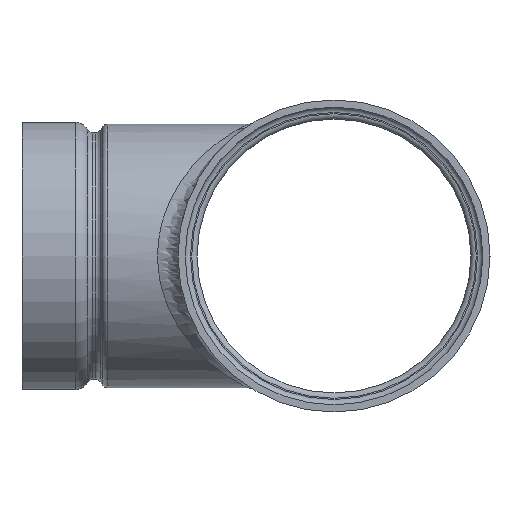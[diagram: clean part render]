
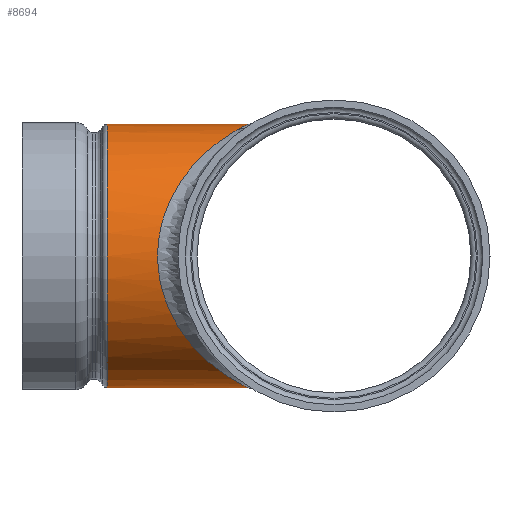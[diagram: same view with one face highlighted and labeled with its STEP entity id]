
A CAD part, left-side view. The second image highlights one B-rep face of the part: STEP entity #8694.
In plain terms, the highlighted cylindrical face has radius 37.541 mm (diameter 75.082 mm), a full revolution.
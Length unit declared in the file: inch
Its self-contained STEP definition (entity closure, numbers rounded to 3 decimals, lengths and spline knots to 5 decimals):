
#744 = CARTESIAN_POINT ( 'NONE',  ( 1.38227, 1.88013, 0.58636 ) ) ;
#856 = CARTESIAN_POINT ( 'NONE',  ( -1.3254, 1.82339, 0.68215 ) ) ;
#967 = CARTESIAN_POINT ( 'NONE',  ( -0.91802, 1.43764, 1.17195 ) ) ;
#1078 = CARTESIAN_POINT ( 'NONE',  ( -0.23871, 0.99112, -1.46474 ) ) ;
#2645 = AXIS2_PLACEMENT_3D ( 'NONE', #32411, #19083, #13872 ) ;
#3255 = CARTESIAN_POINT ( 'NONE',  ( 0.71794, 1.26818, -1.30485 ) ) ;
#3475 = CARTESIAN_POINT ( 'NONE',  ( -1.44345, 1.94268, -0.39868 ) ) ;
#3586 = CARTESIAN_POINT ( 'NONE',  ( -1.44846, 1.94775, 0.35843 ) ) ;
#4315 = CARTESIAN_POINT ( 'NONE',  ( 0., 0.96254, 1.478 ) ) ;
#5793 = CARTESIAN_POINT ( 'NONE',  ( 0., 0.96254, 1.478 ) ) ;
#6065 = CARTESIAN_POINT ( 'NONE',  ( 1.00221, 1.51127, -1.11217 ) ) ;
#6084 = DIRECTION ( 'NONE',  ( -1., 0., 0. ) ) ;
#6671 = VERTEX_POINT ( 'NONE', #31712 ) ;
#6679 = CARTESIAN_POINT ( 'NONE',  ( 0.40502, 1.06143, 1.42913 ) ) ;
#6786 = CARTESIAN_POINT ( 'NONE',  ( 0.65626, 1.22259, 1.33639 ) ) ;
#8559 = CARTESIAN_POINT ( 'NONE',  ( -1.14358, 1.64558, 0.95421 ) ) ;
#8694 = ADVANCED_FACE ( 'NONE', ( #28408, #8910 ), #28830, .T. ) ;
#8910 = FACE_OUTER_BOUND ( 'NONE', #9384, .T. ) ;
#9384 = EDGE_LOOP ( 'NONE', ( #24328 ) ) ;
#9425 = CARTESIAN_POINT ( 'NONE',  ( 0.91797, 1.4376, 1.17203 ) ) ;
#11160 = VERTEX_POINT ( 'NONE', #5793 ) ;
#11180 = CARTESIAN_POINT ( 'NONE',  ( -0.17926, 0.97814, 1.47066 ) ) ;
#11580 = AXIS2_PLACEMENT_3D ( 'NONE', #19135, #26780, #6084 ) ;
#11619 = EDGE_CURVE ( 'NONE', #6671, #6671, #33103, .T. ) ;
#13568 = CARTESIAN_POINT ( 'NONE',  ( -1.49284, 1.99317, 0.00003 ) ) ;
#13675 = CARTESIAN_POINT ( 'NONE',  ( 1.49961, 2.00014, 0.12353 ) ) ;
#13872 = DIRECTION ( 'NONE',  ( 1., 0., 0. ) ) ;
#14012 = CARTESIAN_POINT ( 'NONE',  ( -0.45605, 1.09369, -1.41143 ) ) ;
#16495 = CARTESIAN_POINT ( 'NONE',  ( -0.65625, 1.22258, 1.33643 ) ) ;
#16603 = CARTESIAN_POINT ( 'NONE',  ( -0.71786, 1.26809, -1.30496 ) ) ;
#18421 = EDGE_LOOP ( 'NONE', ( #30283 ) ) ;
#18772 = CARTESIAN_POINT ( 'NONE',  ( 0.45616, 1.09377, -1.41141 ) ) ;
#18994 = CARTESIAN_POINT ( 'NONE',  ( 0., 0.96254, 1.478 ) ) ;
#19083 = DIRECTION ( 'NONE',  ( 0., 1., 0. ) ) ;
#19135 = CARTESIAN_POINT ( 'NONE',  ( 0., 2.54365, 0. ) ) ;
#20806 = EDGE_CURVE ( 'NONE', #11160, #11160, #25290, .T. ) ;
#21520 = CARTESIAN_POINT ( 'NONE',  ( 1.16839, 1.66845, 0.93016 ) ) ;
#21625 = CARTESIAN_POINT ( 'NONE',  ( -1.00198, 1.51102, -1.11224 ) ) ;
#22356 = CARTESIAN_POINT ( 'NONE',  ( 0.17926, 0.97814, 1.47066 ) ) ;
#24121 = CARTESIAN_POINT ( 'NONE',  ( -0.05975, 0.96254, 1.478 ) ) ;
#24230 = CARTESIAN_POINT ( 'NONE',  ( 1.27707, 1.77441, -0.78606 ) ) ;
#24328 = ORIENTED_EDGE ( 'NONE', *, *, #20806, .F. ) ;
#24977 = CARTESIAN_POINT ( 'NONE',  ( 0.05975, 0.96254, 1.478 ) ) ;
#25290 = B_SPLINE_CURVE_WITH_KNOTS ( 'NONE', 3,
 ( #18994, #24121, #11180, #29359, #16495, #967, #8559, #856, #3586, #13568, #3475, #29580, #21625, #16603, #14012, #1078, #29132, #31767, #18772, #3255, #6065, #24230, #29247, #13675, #744, #21520, #9425, #6786, #6679, #22356, #24977, #4315 ),
 .UNSPECIFIED., .T., .F.,
 ( 4, 1, 1, 1, 1, 1, 1, 1, 1, 1, 1, 1, 1, 1, 1, 1, 1, 1, 1, 1, 1, 1, 1, 1, 1, 1, 1, 1, 1, 4 ),
 ( 0., 0.01786, 0.03571, 0.07143, 0.10714, 0.14286, 0.17857, 0.21429, 0.25, 0.28571, 0.33333, 0.38095, 0.42857, 0.45238, 0.47619, 0.5, 0.52381, 0.54762, 0.57143, 0.61905, 0.66667, 0.71429, 0.7619, 0.80952, 0.85714, 0.89286, 0.92857, 0.96429, 0.98214, 1. ),
 .UNSPECIFIED. ) ;
#26780 = DIRECTION ( 'NONE',  ( 0., 1., 0. ) ) ;
#28408 = FACE_OUTER_BOUND ( 'NONE', #18421, .T. ) ;
#28830 = CYLINDRICAL_SURFACE ( 'NONE', #2645, 1.478 ) ;
#29132 = CARTESIAN_POINT ( 'NONE',  ( 0.00012, 0.94803, -1.48469 ) ) ;
#29247 = CARTESIAN_POINT ( 'NONE',  ( 1.4589, 1.95834, -0.36347 ) ) ;
#29359 = CARTESIAN_POINT ( 'NONE',  ( -0.40504, 1.06144, 1.42911 ) ) ;
#29580 = CARTESIAN_POINT ( 'NONE',  ( -1.27716, 1.77455, -0.78627 ) ) ;
#30283 = ORIENTED_EDGE ( 'NONE', *, *, #11619, .F. ) ;
#31712 = CARTESIAN_POINT ( 'NONE',  ( -1.478, 2.54365, 0. ) ) ;
#31767 = CARTESIAN_POINT ( 'NONE',  ( 0.23874, 0.99114, -1.46472 ) ) ;
#32411 = CARTESIAN_POINT ( 'NONE',  ( 0., 1.28744, 0. ) ) ;
#33103 = CIRCLE ( 'NONE', #11580, 1.478 ) ;
